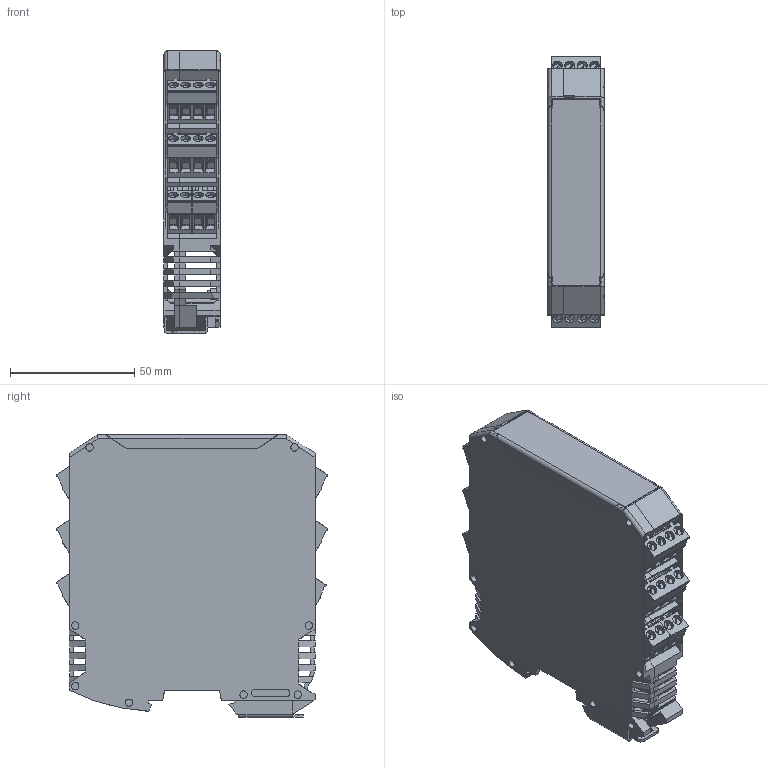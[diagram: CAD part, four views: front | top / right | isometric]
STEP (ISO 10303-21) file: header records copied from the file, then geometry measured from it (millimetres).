
FILE_DESCRIPTION((''),'2;1');
FILE_NAME('DM_CAD-1760A_ASM','2016-03-02T',('Creinig-se'),(''),'PRO/ENGINEER BY PARAMETRIC TECHNOLOGY CORPORATION, 2013050','PRO/ENGINEER BY PARAMETRIC TECHNOLOGY CORPORATION, 2013050','');
FILE_SCHEMA(('CONFIG_CONTROL_DESIGN'));
Length unit declared in the file: millimetre
Products named in the file (18): DM_CAD-1760A_1008; DM_CAD-1760A_1009; DM_CAD-1760A_1010; DM_CAD-1760A_1011; DM_CAD-1760A_1014; DM_CAD-1760A_1097; DM_CAD-1760A_1016; DM_CAD-1760A_1017; DM_CAD-1760A_60894; DM_CAD-1760A_60895; DM_CAD-1760A_60896; DM_CAD-1760A_60897; DM_CAD-1760A_1018_ASM; DM_CAD-1760A_1101; DM_CAD-1760A_1020; DM_CAD-1760A_1103; DM_CAD-1760A_1104; DM_CAD-1760A_ASM
Assembly tree (23 placements, depth 3):
  DM_CAD-1760A_ASM
    DM_CAD-1760A_1008
    DM_CAD-1760A_1009
    DM_CAD-1760A_1010
    DM_CAD-1760A_1011
    DM_CAD-1760A_1014  x5
    DM_CAD-1760A_1097
    DM_CAD-1760A_1016
    DM_CAD-1760A_1017
    DM_CAD-1760A_1018_ASM  x3
      DM_CAD-1760A_60894
      DM_CAD-1760A_60895
      DM_CAD-1760A_60896
      DM_CAD-1760A_60897
    DM_CAD-1760A_1101
    DM_CAD-1760A_1020
    DM_CAD-1760A_1103
    DM_CAD-1760A_1104
Bounding box: 22.6 x 109.35 x 113.7 mm (x, y, z)
Volume: 64459.2 mm3; surface area: 81647.3 mm2
Topology: 28 solids, 28 shells, 2320 faces, 6195 edges, 4057 vertices
Faces by surface type: plane 1753, cylinder 561, torus 4, cone 2
Entity records: 55743 total; most frequent: CARTESIAN_POINT 8198, ORIENTED_EDGE 7774, DIRECTION 7429, EDGE_CURVE 3887, PRESENTATION_STYLE_ASSIGNMENT 3468, STYLED_ITEM 3468, CURVE_STYLE 3457, VECTOR 3169
